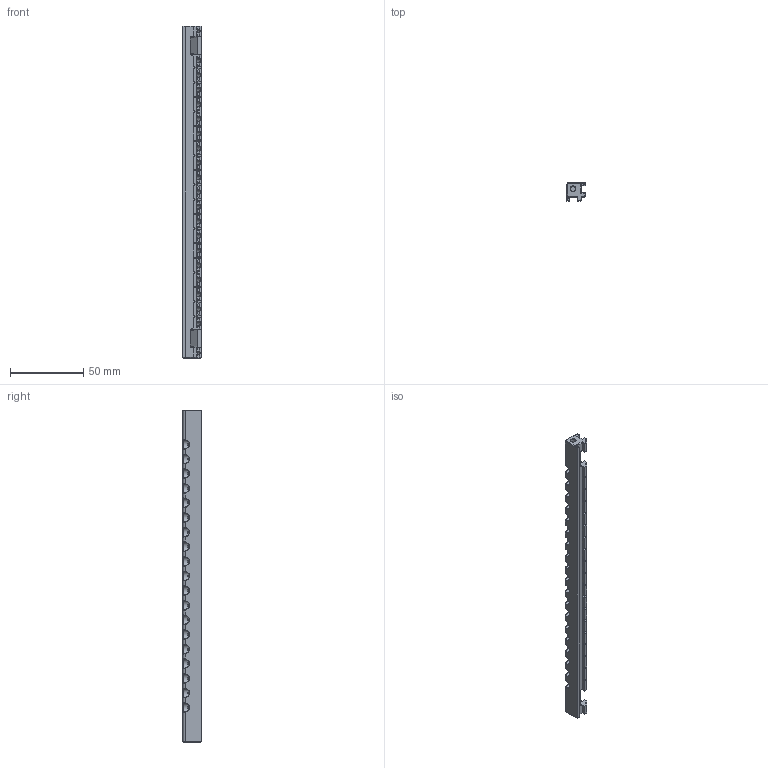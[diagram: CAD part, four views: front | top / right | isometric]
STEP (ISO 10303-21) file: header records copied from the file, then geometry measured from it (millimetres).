
FILE_DESCRIPTION(/* description */ (''),/* implementation_level */ '2;1');
FILE_NAME(/* name */ 'bac_Rail_2U_v1r3.step',/* time_stamp */ '2024-06-04T16:05:11+02:00',/* author */ (''),/* organization */ (''),/* preprocessor_version */ 'ST-DEVELOPER v20',/* originating_system */ 'Autodesk Translation Framework v13.14.0.145',/* authorisation */ '');
FILE_SCHEMA (('AUTOMOTIVE_DESIGN { 1 0 10303 214 3 1 1 }'));
Length unit declared in the file: millimetre
Products named in the file (1): bac Rail 2U
Bounding box: 12.5 x 12.5 x 227 mm (x, y, z)
Volume: 19832.1 mm3; surface area: 18549.4 mm2
Topology: 1 solids, 1 shells, 743 faces, 2093 edges, 1331 vertices
Faces by surface type: plane 331, cylinder 198, bspline 168, cone 46
Full cylindrical faces by diameter (mm): 2.529 x2, 2.55 x18, 3.4 x2, 3.5 x19, 6.2 x19
Entity records: 29918 total; most frequent: CARTESIAN_POINT 12028, ORIENTED_EDGE 4186, DIRECTION 3040, EDGE_CURVE 2093, VERTEX_POINT 1331, LINE 1122, VECTOR 1122, AXIS2_PLACEMENT_3D 959
